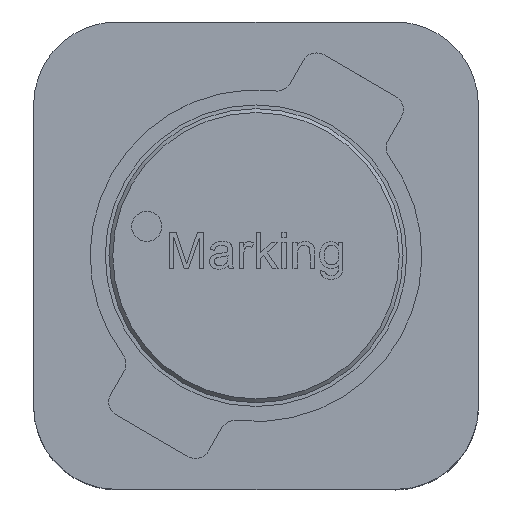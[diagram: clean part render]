
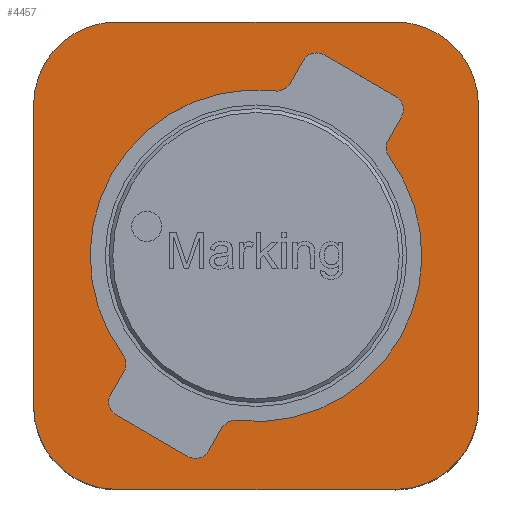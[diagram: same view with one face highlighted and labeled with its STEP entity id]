
A CAD part, top view. The second image highlights one B-rep face of the part: STEP entity #4457.
In plain terms, the highlighted planar face has unit normal (0, 0, 1).
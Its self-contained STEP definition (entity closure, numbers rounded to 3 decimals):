
#338=CIRCLE('',#5400,2.2);
#341=CIRCLE('',#5405,2.2);
#349=CIRCLE('',#5416,1.1);
#350=CIRCLE('',#5417,1.1);
#351=CIRCLE('',#5418,1.1);
#352=CIRCLE('',#5419,1.1);
#353=CIRCLE('',#5420,0.2);
#354=CIRCLE('',#5421,0.2);
#355=CIRCLE('',#5422,0.2);
#356=CIRCLE('',#5423,0.2);
#357=CIRCLE('',#5424,0.2);
#358=CIRCLE('',#5425,0.2);
#359=CIRCLE('',#5426,0.2);
#360=CIRCLE('',#5427,0.2);
#1367=ORIENTED_EDGE('',*,*,#2195,.F.);
#1368=ORIENTED_EDGE('',*,*,#2196,.T.);
#1369=ORIENTED_EDGE('',*,*,#2197,.F.);
#1370=ORIENTED_EDGE('',*,*,#2198,.T.);
#1371=ORIENTED_EDGE('',*,*,#2199,.F.);
#1372=ORIENTED_EDGE('',*,*,#2200,.T.);
#1373=ORIENTED_EDGE('',*,*,#2201,.F.);
#1374=ORIENTED_EDGE('',*,*,#2202,.T.);
#1375=ORIENTED_EDGE('',*,*,#2203,.T.);
#1376=ORIENTED_EDGE('',*,*,#2204,.T.);
#1377=ORIENTED_EDGE('',*,*,#2173,.F.);
#1378=ORIENTED_EDGE('',*,*,#2205,.T.);
#1379=ORIENTED_EDGE('',*,*,#2206,.T.);
#1380=ORIENTED_EDGE('',*,*,#2207,.T.);
#1381=ORIENTED_EDGE('',*,*,#2208,.T.);
#1382=ORIENTED_EDGE('',*,*,#2209,.T.);
#1383=ORIENTED_EDGE('',*,*,#2210,.T.);
#1384=ORIENTED_EDGE('',*,*,#2211,.T.);
#1385=ORIENTED_EDGE('',*,*,#2165,.F.);
#1386=ORIENTED_EDGE('',*,*,#2212,.T.);
#1387=ORIENTED_EDGE('',*,*,#2213,.T.);
#1388=ORIENTED_EDGE('',*,*,#2214,.T.);
#1389=ORIENTED_EDGE('',*,*,#2215,.T.);
#1390=ORIENTED_EDGE('',*,*,#2216,.T.);
#2165=EDGE_CURVE('',#2660,#2661,#338,.T.);
#2173=EDGE_CURVE('',#2668,#2664,#341,.T.);
#2195=EDGE_CURVE('',#2690,#2691,#3076,.T.);
#2196=EDGE_CURVE('',#2690,#2692,#349,.F.);
#2197=EDGE_CURVE('',#2693,#2692,#3077,.T.);
#2198=EDGE_CURVE('',#2693,#2694,#350,.F.);
#2199=EDGE_CURVE('',#2695,#2694,#3078,.T.);
#2200=EDGE_CURVE('',#2695,#2696,#351,.F.);
#2201=EDGE_CURVE('',#2697,#2696,#3079,.T.);
#2202=EDGE_CURVE('',#2697,#2691,#352,.F.);
#2203=EDGE_CURVE('',#2698,#2699,#3080,.T.);
#2204=EDGE_CURVE('',#2699,#2664,#353,.F.);
#2205=EDGE_CURVE('',#2668,#2700,#354,.F.);
#2206=EDGE_CURVE('',#2700,#2701,#3081,.T.);
#2207=EDGE_CURVE('',#2701,#2702,#355,.T.);
#2208=EDGE_CURVE('',#2702,#2703,#3082,.T.);
#2209=EDGE_CURVE('',#2703,#2704,#356,.T.);
#2210=EDGE_CURVE('',#2704,#2705,#3083,.T.);
#2211=EDGE_CURVE('',#2705,#2661,#357,.F.);
#2212=EDGE_CURVE('',#2660,#2706,#358,.F.);
#2213=EDGE_CURVE('',#2706,#2707,#3084,.T.);
#2214=EDGE_CURVE('',#2707,#2708,#359,.T.);
#2215=EDGE_CURVE('',#2708,#2709,#3085,.T.);
#2216=EDGE_CURVE('',#2709,#2698,#360,.T.);
#2660=VERTEX_POINT('',#8481);
#2661=VERTEX_POINT('',#8482);
#2664=VERTEX_POINT('',#8490);
#2668=VERTEX_POINT('',#8497);
#2690=VERTEX_POINT('',#8551);
#2691=VERTEX_POINT('',#8552);
#2692=VERTEX_POINT('',#8554);
#2693=VERTEX_POINT('',#8556);
#2694=VERTEX_POINT('',#8558);
#2695=VERTEX_POINT('',#8560);
#2696=VERTEX_POINT('',#8562);
#2697=VERTEX_POINT('',#8564);
#2698=VERTEX_POINT('',#8567);
#2699=VERTEX_POINT('',#8568);
#2700=VERTEX_POINT('',#8571);
#2701=VERTEX_POINT('',#8573);
#2702=VERTEX_POINT('',#8575);
#2703=VERTEX_POINT('',#8577);
#2704=VERTEX_POINT('',#8579);
#2705=VERTEX_POINT('',#8581);
#2706=VERTEX_POINT('',#8584);
#2707=VERTEX_POINT('',#8586);
#2708=VERTEX_POINT('',#8588);
#2709=VERTEX_POINT('',#8590);
#3076=LINE('',#8550,#3463);
#3077=LINE('',#8555,#3464);
#3078=LINE('',#8559,#3465);
#3079=LINE('',#8563,#3466);
#3080=LINE('',#8566,#3467);
#3081=LINE('',#8572,#3468);
#3082=LINE('',#8576,#3469);
#3083=LINE('',#8580,#3470);
#3084=LINE('',#8585,#3471);
#3085=LINE('',#8589,#3472);
#3463=VECTOR('',#6328,1000.);
#3464=VECTOR('',#6331,1000.);
#3465=VECTOR('',#6334,1000.);
#3466=VECTOR('',#6337,1000.);
#3467=VECTOR('',#6340,1000.);
#3468=VECTOR('',#6345,1000.);
#3469=VECTOR('',#6348,1000.);
#3470=VECTOR('',#6351,1000.);
#3471=VECTOR('',#6356,1000.);
#3472=VECTOR('',#6359,1000.);
#3764=EDGE_LOOP('',(#1367,#1368,#1369,#1370,#1371,#1372,#1373,#1374));
#3765=EDGE_LOOP('',(#1375,#1376,#1377,#1378,#1379,#1380,#1381,#1382,#1383,
#1384,#1385,#1386,#1387,#1388,#1389,#1390));
#4042=FACE_BOUND('',#3764,.T.);
#4043=FACE_BOUND('',#3765,.T.);
#4243=PLANE('',#5415);
#4457=ADVANCED_FACE('',(#4042,#4043),#4243,.F.);
#5400=AXIS2_PLACEMENT_3D('',#8480,#6280,#6281);
#5405=AXIS2_PLACEMENT_3D('',#8498,#6294,#6295);
#5415=AXIS2_PLACEMENT_3D('',#8549,#6326,#6327);
#5416=AXIS2_PLACEMENT_3D('',#8553,#6329,#6330);
#5417=AXIS2_PLACEMENT_3D('',#8557,#6332,#6333);
#5418=AXIS2_PLACEMENT_3D('',#8561,#6335,#6336);
#5419=AXIS2_PLACEMENT_3D('',#8565,#6338,#6339);
#5420=AXIS2_PLACEMENT_3D('',#8569,#6341,#6342);
#5421=AXIS2_PLACEMENT_3D('',#8570,#6343,#6344);
#5422=AXIS2_PLACEMENT_3D('',#8574,#6346,#6347);
#5423=AXIS2_PLACEMENT_3D('',#8578,#6349,#6350);
#5424=AXIS2_PLACEMENT_3D('',#8582,#6352,#6353);
#5425=AXIS2_PLACEMENT_3D('',#8583,#6354,#6355);
#5426=AXIS2_PLACEMENT_3D('',#8587,#6357,#6358);
#5427=AXIS2_PLACEMENT_3D('',#8591,#6360,#6361);
#6280=DIRECTION('',(0.,0.,1.));
#6281=DIRECTION('',(1.,0.,0.));
#6294=DIRECTION('',(0.,0.,1.));
#6295=DIRECTION('',(1.,0.,0.));
#6326=DIRECTION('',(0.,0.,-1.));
#6327=DIRECTION('',(-1.,0.,0.));
#6328=DIRECTION('',(1.,0.,0.));
#6329=DIRECTION('',(0.,0.,-1.));
#6330=DIRECTION('',(-1.,0.,0.));
#6331=DIRECTION('',(0.,1.,0.));
#6332=DIRECTION('',(0.,0.,-1.));
#6333=DIRECTION('',(-1.,0.,0.));
#6334=DIRECTION('',(-1.,0.,0.));
#6335=DIRECTION('',(0.,0.,-1.));
#6336=DIRECTION('',(-1.,0.,0.));
#6337=DIRECTION('',(0.,-1.,0.));
#6338=DIRECTION('',(0.,0.,-1.));
#6339=DIRECTION('',(-1.,0.,0.));
#6340=DIRECTION('',(-0.5,-0.866,0.));
#6341=DIRECTION('',(0.,0.,-1.));
#6342=DIRECTION('',(-1.,0.,0.));
#6343=DIRECTION('',(0.,0.,-1.));
#6344=DIRECTION('',(-1.,0.,0.));
#6345=DIRECTION('',(-0.5,-0.866,0.));
#6346=DIRECTION('',(0.,0.,-1.));
#6347=DIRECTION('',(-1.,0.,0.));
#6348=DIRECTION('',(-0.866,0.5,0.));
#6349=DIRECTION('',(0.,0.,-1.));
#6350=DIRECTION('',(-1.,0.,0.));
#6351=DIRECTION('',(0.5,0.866,0.));
#6352=DIRECTION('',(0.,0.,-1.));
#6353=DIRECTION('',(-1.,0.,0.));
#6354=DIRECTION('',(0.,0.,-1.));
#6355=DIRECTION('',(-1.,0.,0.));
#6356=DIRECTION('',(0.5,0.866,0.));
#6357=DIRECTION('',(0.,0.,-1.));
#6358=DIRECTION('',(-1.,0.,0.));
#6359=DIRECTION('',(0.866,-0.5,0.));
#6360=DIRECTION('',(0.,0.,-1.));
#6361=DIRECTION('',(-1.,0.,0.));
#8480=CARTESIAN_POINT('',(0.,0.,4.8));
#8481=CARTESIAN_POINT('',(0.256,2.185,4.8));
#8482=CARTESIAN_POINT('',(-1.764,-1.314,4.8));
#8490=CARTESIAN_POINT('',(1.764,1.314,4.8));
#8497=CARTESIAN_POINT('',(-0.256,-2.185,4.8));
#8498=CARTESIAN_POINT('',(0.,0.,4.8));
#8549=CARTESIAN_POINT('',(0.,0.,4.8));
#8550=CARTESIAN_POINT('',(-2.95,3.1,4.8));
#8551=CARTESIAN_POINT('',(-1.85,3.1,4.8));
#8552=CARTESIAN_POINT('',(1.85,3.1,4.8));
#8553=CARTESIAN_POINT('',(-1.85,2.,4.8));
#8554=CARTESIAN_POINT('',(-2.95,2.,4.8));
#8555=CARTESIAN_POINT('',(-2.95,-3.1,4.8));
#8556=CARTESIAN_POINT('',(-2.95,-2.,4.8));
#8557=CARTESIAN_POINT('',(-1.85,-2.,4.8));
#8558=CARTESIAN_POINT('',(-1.85,-3.1,4.8));
#8559=CARTESIAN_POINT('',(2.95,-3.1,4.8));
#8560=CARTESIAN_POINT('',(1.85,-3.1,4.8));
#8561=CARTESIAN_POINT('',(1.85,-2.,4.8));
#8562=CARTESIAN_POINT('',(2.95,-2.,4.8));
#8563=CARTESIAN_POINT('',(2.95,3.1,4.8));
#8564=CARTESIAN_POINT('',(2.95,2.,4.8));
#8565=CARTESIAN_POINT('',(1.85,2.,4.8));
#8566=CARTESIAN_POINT('',(2.028,2.013,4.8));
#8567=CARTESIAN_POINT('',(1.928,1.839,4.8));
#8568=CARTESIAN_POINT('',(1.752,1.534,4.8));
#8569=CARTESIAN_POINT('',(1.925,1.434,4.8));
#8570=CARTESIAN_POINT('',(-0.279,-2.384,4.8));
#8571=CARTESIAN_POINT('',(-0.452,-2.284,4.8));
#8572=CARTESIAN_POINT('',(2.028,2.013,4.8));
#8573=CARTESIAN_POINT('',(-0.629,-2.589,4.8));
#8574=CARTESIAN_POINT('',(-0.802,-2.489,4.8));
#8575=CARTESIAN_POINT('',(-0.902,-2.663,4.8));
#8576=CARTESIAN_POINT('',(-0.729,-2.763,4.8));
#8577=CARTESIAN_POINT('',(-1.855,-2.113,4.8));
#8578=CARTESIAN_POINT('',(-1.755,-1.939,4.8));
#8579=CARTESIAN_POINT('',(-1.928,-1.839,4.8));
#8580=CARTESIAN_POINT('',(-2.028,-2.013,4.8));
#8581=CARTESIAN_POINT('',(-1.752,-1.534,4.8));
#8582=CARTESIAN_POINT('',(-1.925,-1.434,4.8));
#8583=CARTESIAN_POINT('',(0.279,2.384,4.8));
#8584=CARTESIAN_POINT('',(0.452,2.284,4.8));
#8585=CARTESIAN_POINT('',(-2.028,-2.013,4.8));
#8586=CARTESIAN_POINT('',(0.629,2.589,4.8));
#8587=CARTESIAN_POINT('',(0.802,2.489,4.8));
#8588=CARTESIAN_POINT('',(0.902,2.663,4.8));
#8589=CARTESIAN_POINT('',(0.729,2.763,4.8));
#8590=CARTESIAN_POINT('',(1.855,2.113,4.8));
#8591=CARTESIAN_POINT('',(1.755,1.939,4.8));
